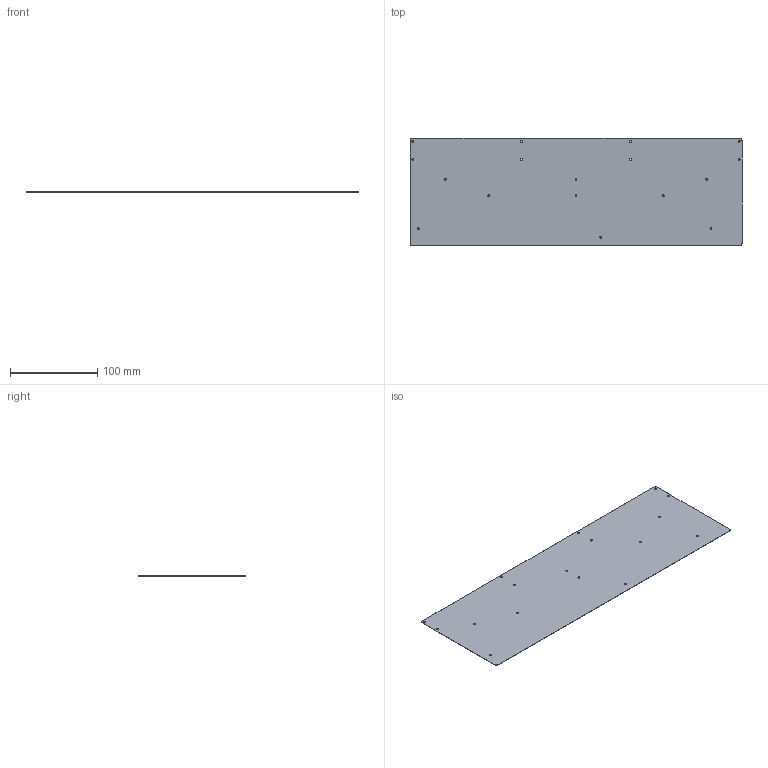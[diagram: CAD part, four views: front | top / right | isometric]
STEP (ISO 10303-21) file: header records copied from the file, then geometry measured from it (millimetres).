
FILE_DESCRIPTION(('Open CASCADE Model'),'2;1');
FILE_NAME('Open CASCADE Shape Model','2021-04-24T19:03:16',('Author'),( 'Open CASCADE'),'Open CASCADE STEP processor 6.8','Open CASCADE 6.8' ,'Unknown');
FILE_SCHEMA(('AUTOMOTIVE_DESIGN { 1 0 10303 214 1 1 1 1 }'));
Length unit declared in the file: millimetre
Products named in the file (1): PCB
Bounding box: 381 x 123 x 0.41 mm (x, y, z)
Volume: 19252.8 mm3; surface area: 94040.8 mm2
Topology: 1 solids, 1 shells, 61 faces, 177 edges, 118 vertices
Faces by surface type: plane 44, cylinder 17
Full cylindrical faces by diameter (mm): 2.261 x17
Entity records: 2092 total; most frequent: CARTESIAN_POINT 357, ORIENTED_EDGE 354, DIRECTION 335, EDGE_CURVE 177, LINE 143, VECTOR 143, VERTEX_POINT 118, AXIS2_PLACEMENT_3D 96
